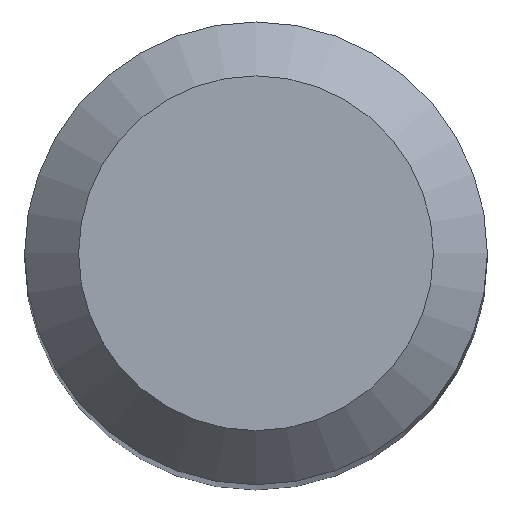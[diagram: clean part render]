
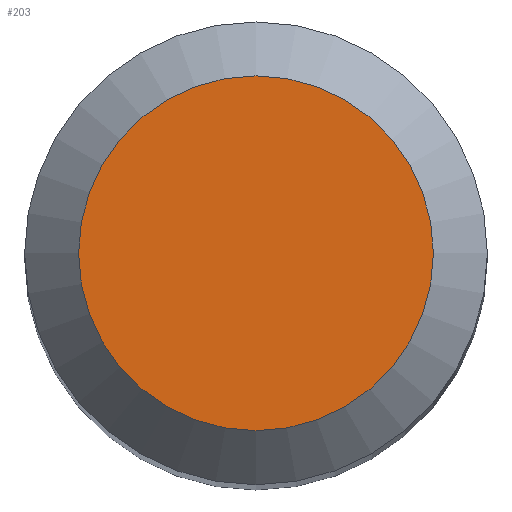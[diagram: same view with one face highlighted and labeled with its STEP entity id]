
A CAD part, top view. The second image highlights one B-rep face of the part: STEP entity #203.
In plain terms, the highlighted planar face has unit normal (0, 0, 1).
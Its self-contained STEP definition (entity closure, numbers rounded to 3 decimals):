
#9 = DIRECTION ( 'NONE',  ( 0., 0., -1. ) ) ;
#28 = FACE_OUTER_BOUND ( 'NONE', #60, .T. ) ;
#29 = PLANE ( 'NONE',  #180 ) ;
#49 = ORIENTED_EDGE ( 'NONE', *, *, #167, .F. ) ;
#60 = EDGE_LOOP ( 'NONE', ( #49 ) ) ;
#75 = CARTESIAN_POINT ( 'NONE',  ( 0., 0., 66. ) ) ;
#86 = AXIS2_PLACEMENT_3D ( 'NONE', #253, #9, #196 ) ;
#113 = DIRECTION ( 'NONE',  ( 0., 0., -1. ) ) ;
#137 = CARTESIAN_POINT ( 'NONE',  ( 0., 2.3, 66. ) ) ;
#167 = EDGE_CURVE ( 'NONE', #197, #197, #237, .T. ) ;
#180 = AXIS2_PLACEMENT_3D ( 'NONE', #75, #113, #234 ) ;
#196 = DIRECTION ( 'NONE',  ( 0., 1., 0. ) ) ;
#197 = VERTEX_POINT ( 'NONE', #137 ) ;
#203 = ADVANCED_FACE ( 'NONE', ( #28 ), #29, .F. ) ;
#234 = DIRECTION ( 'NONE',  ( 0., 1., 0. ) ) ;
#237 = CIRCLE ( 'NONE', #86, 2.3 ) ;
#253 = CARTESIAN_POINT ( 'NONE',  ( 0., 0., 66. ) ) ;
